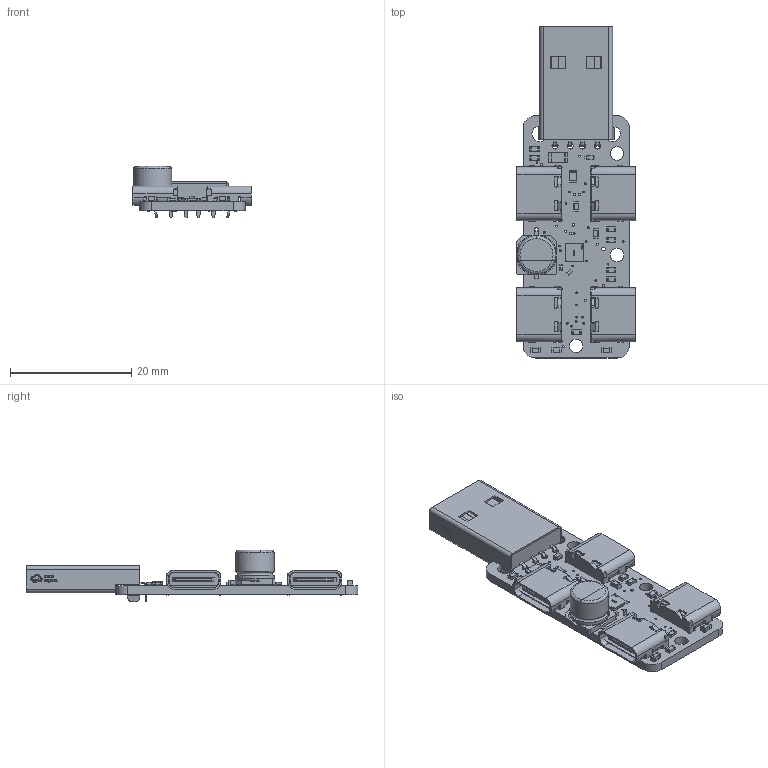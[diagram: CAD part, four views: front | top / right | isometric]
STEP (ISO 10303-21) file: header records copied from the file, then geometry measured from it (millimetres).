
FILE_DESCRIPTION(('KiCad electronic assembly'),'2;1');
FILE_NAME('skibidi-usb-c-hub.step','2026-02-10T00:00:30',('Pcbnew'),( 'Kicad'),'Open CASCADE STEP processor 7.6','KiCad to STEP converter' ,'Unknown');
FILE_SCHEMA(('AUTOMOTIVE_DESIGN { 1 0 10303 214 1 1 1 1 }'));
Length unit declared in the file: millimetre
Products named in the file (12): skibidi-usb-c-hub 1; R_0603_1608Metric; R_0805_2012Metric; Fuse_1206_3216Metric; CP_Elec_6.3x5.8; USB-C-SMD_TYPE-C-6PIN-2MD-073; C_0402_1005Metric; C_0603_1608Metric; USB-AM-TH_AM90; D_SOD-523; QFN-16_L3.0-W3.0-H0.9-P0.50; skibidi-usb-c-hub_PCB
Assembly tree (25 placements, depth 2):
  skibidi-usb-c-hub 1
    R_0603_1608Metric  x8
    R_0805_2012Metric
    Fuse_1206_3216Metric
    CP_Elec_6.3x5.8
    USB-C-SMD_TYPE-C-6PIN-2MD-073  x4
    C_0402_1005Metric  x2
    C_0603_1608Metric  x4
    USB-AM-TH_AM90
    D_SOD-523
    QFN-16_L3.0-W3.0-H0.9-P0.50
    skibidi-usb-c-hub_PCB
Bounding box: 19.63 x 54.8 x 8.56 mm (x, y, z)
Volume: 2329.4 mm3; surface area: 5677.8 mm2
Topology: 46 solids, 46 shells, 2736 faces, 7449 edges, 4897 vertices
Faces by surface type: plane 1748, cylinder 641, bspline 306, cone 32, torus 6, revolution 3
Full cylindrical faces by diameter (mm): 0.3 x58, 0.4 x4, 0.6 x4, 0.7 x8, 1 x6, 2.2 x3, 2.6 x2, 6.3 x2
Entity records: 51852 total; most frequent: CARTESIAN_POINT 14476, ORIENTED_EDGE 8126, DIRECTION 6716, EDGE_CURVE 4063, LINE 2875, VECTOR 2875, VERTEX_POINT 2669, AXIS2_PLACEMENT_3D 1919
